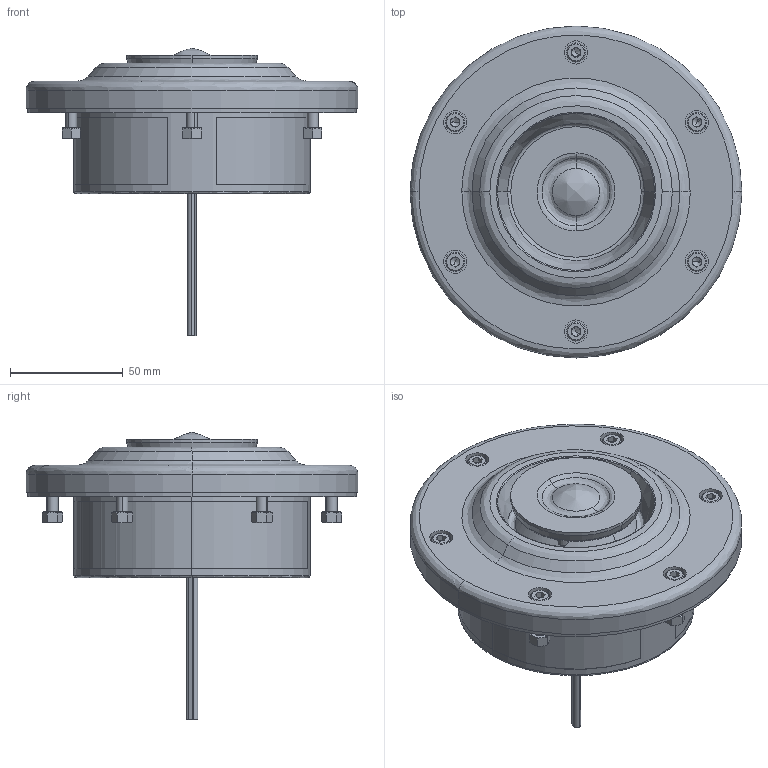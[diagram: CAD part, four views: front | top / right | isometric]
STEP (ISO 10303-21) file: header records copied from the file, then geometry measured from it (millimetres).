
FILE_DESCRIPTION (( 'STEP AP203' ), '1' );
FILE_NAME ('YA11-1-D-02-RN.step', '2021-01-05T18:39:40', ( '' ), ( '' ), 'SwSTEP 2.0', 'SolidWorks 2019', '' );
FILE_SCHEMA (( 'CONFIG_CONTROL_DESIGN' ));
Length unit declared in the file: millimetre
Products named in the file (1): YA11-1-D-02-RN
Bounding box: 147.5 x 147.5 x 127.7 mm (x, y, z)
Volume: 340096.1 mm3; surface area: 141545.5 mm2
Topology: 23 solids, 23 shells, 589 faces, 1309 edges, 793 vertices
Faces by surface type: plane 207, cylinder 168, cone 152, bspline 50, torus 12
Entity records: 19687 total; most frequent: CARTESIAN_POINT 6731, DIRECTION 2762, ORIENTED_EDGE 2594, EDGE_CURVE 1297, AXIS2_PLACEMENT_3D 1140, VERTEX_POINT 793, EDGE_LOOP 676, CIRCLE 600
